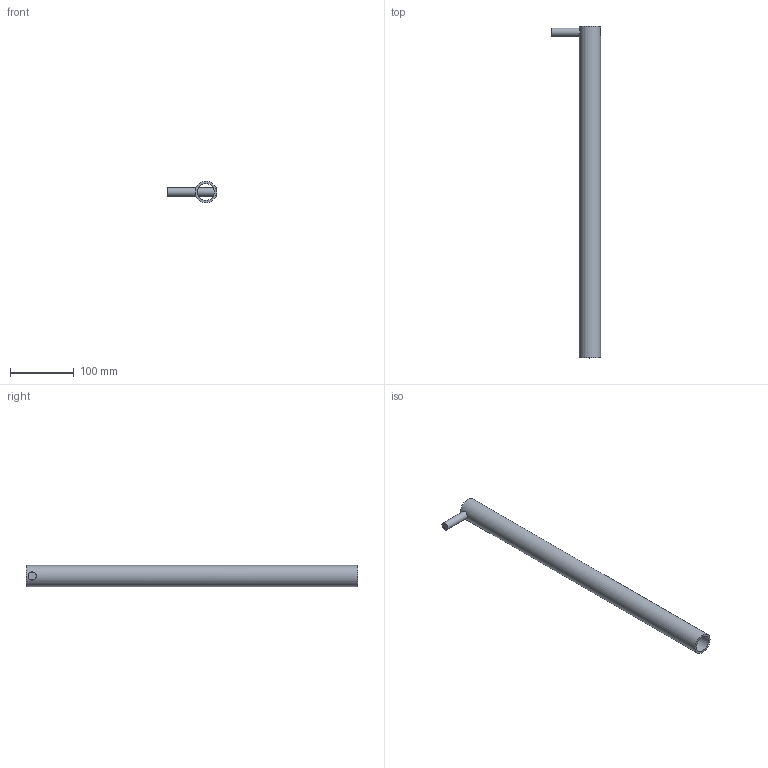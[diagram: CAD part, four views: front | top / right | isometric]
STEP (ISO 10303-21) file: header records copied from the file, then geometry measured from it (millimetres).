
FILE_DESCRIPTION(/* description */ (''),/* implementation_level */ '2;1');
FILE_NAME(/* name */ 'FE-00003.iam.stp',/* time_stamp */ '2018-01-01T11:22:02-08:00',/* author */ ('PhillipD'),/* organization */ (''),/* preprocessor_version */ 'ST-DEVELOPER v16.13',/* originating_system */ 'Autodesk Inventor 2018',/* authorisation */ '');
FILE_SCHEMA (('AUTOMOTIVE_DESIGN { 1 0 10303 214 3 1 1 }'));
Length unit declared in the file: inch
Products named in the file (3): FE-00003; FE-00003-01; FE-00003-02
Assembly tree (2 placements, depth 2):
  FE-00003
    FE-00003-01
    FE-00003-02
Bounding box: 77.03 x 520.7 x 33.4 mm (x, y, z)
Volume: 174135.8 mm3; surface area: 101957.5 mm2
Topology: 2 solids, 2 shells, 9 faces, 17 edges, 12 vertices
Faces by surface type: cylinder 5, plane 4
Full cylindrical faces by diameter (mm): 12.7 x3, 26.67 x1, 33.401 x1
Entity records: 445 total; most frequent: CARTESIAN_POINT 166, DIRECTION 40, EDGE_LOOP 20, ORIENTED_EDGE 20, AXIS2_PLACEMENT_3D 20, FACE_BOUND 11, VERTEX_POINT 10, EDGE_CURVE 10
